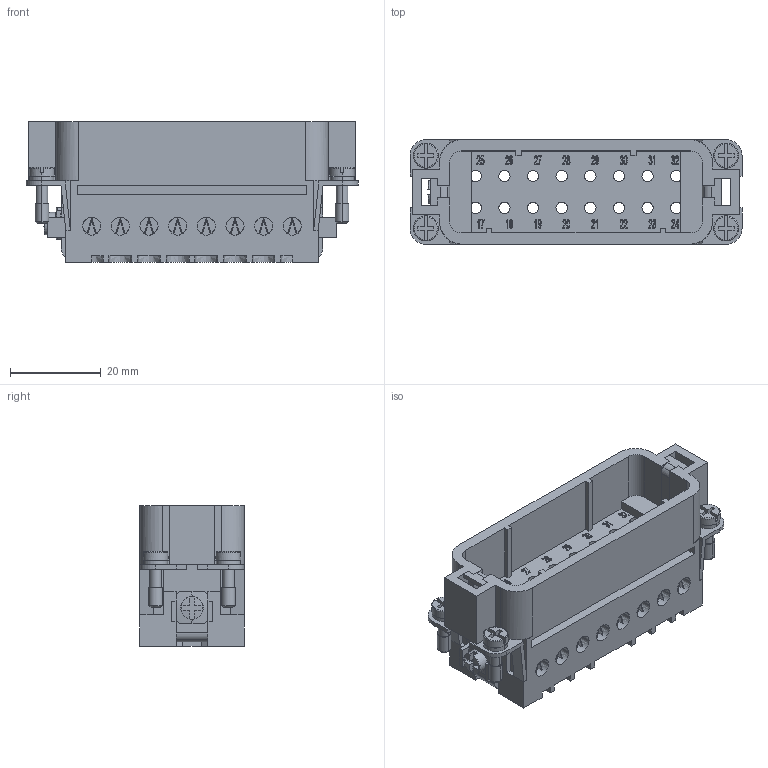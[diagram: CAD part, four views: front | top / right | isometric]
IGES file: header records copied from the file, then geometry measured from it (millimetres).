
Global section: file name: No Iges File Name specified; native system: AutoDesk Inventor R6.1; preprocessor: AutoDesk Inventor Iges Exporter R6.1; author: No Author specified; organization: No Organization specified; date: 20061109.101208; units: millimetre
Bounding box: 73 x 23 x 31 mm (x, y, z)
Volume: 23769.4 mm3; surface area: 18176.6 mm2
Topology: 17 solids, 17 shells, 1731 faces, 4672 edges, 3047 vertices
Faces by surface type: bspline 886, plane 689, revolution 100, cylinder 40, torus 8, sphere 4, cone 4
